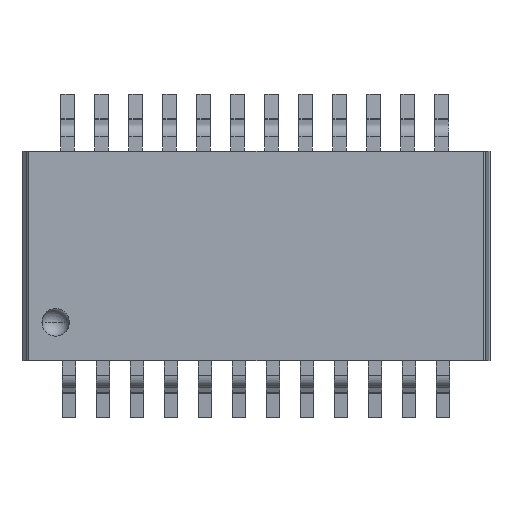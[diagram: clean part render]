
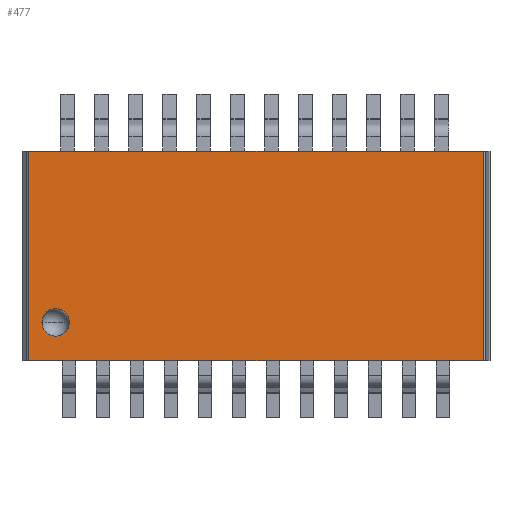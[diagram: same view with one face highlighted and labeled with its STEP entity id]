
A CAD part, top view. The second image highlights one B-rep face of the part: STEP entity #477.
In plain terms, the highlighted planar face has unit normal (0, 0, 1).
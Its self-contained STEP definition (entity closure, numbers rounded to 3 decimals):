
#477=ADVANCED_FACE('',(#1288,#1289),#1290,.T.);
#1288=FACE_BOUND('',#2479,.T.);
#1289=FACE_OUTER_BOUND('',#2480,.T.);
#1290=PLANE('',#2481);
#2479=EDGE_LOOP('',(#3632,#3633,#3634));
#2480=EDGE_LOOP('',(#3635,#3636,#3637,#3638));
#2481=AXIS2_PLACEMENT_3D('',#3639,#3640,#3641);
#3632=ORIENTED_EDGE('',*,*,#6796,.T.);
#3633=ORIENTED_EDGE('',*,*,#6793,.T.);
#3634=ORIENTED_EDGE('',*,*,#6797,.T.);
#3635=ORIENTED_EDGE('',*,*,#6844,.T.);
#3636=ORIENTED_EDGE('',*,*,#6845,.F.);
#3637=ORIENTED_EDGE('',*,*,#6846,.T.);
#3638=ORIENTED_EDGE('',*,*,#6841,.T.);
#3639=CARTESIAN_POINT('',(0.013,1.956,0.666));
#3640=DIRECTION('',(0.,0.,1.0));
#3641=DIRECTION('',(-1.0,0.,0.));
#6793=EDGE_CURVE('',#8085,#8082,#8086,.T.);
#6796=EDGE_CURVE('',#8089,#8085,#8090,.T.);
#6797=EDGE_CURVE('',#8082,#8089,#8091,.T.);
#6841=EDGE_CURVE('',#8158,#8156,#8159,.T.);
#6844=EDGE_CURVE('',#8156,#8162,#8163,.T.);
#6845=EDGE_CURVE('',#8164,#8162,#8165,.T.);
#6846=EDGE_CURVE('',#8164,#8158,#8166,.T.);
#8082=VERTEX_POINT('',#9980);
#8085=VERTEX_POINT('',#9983);
#8086=CIRCLE('',#9984,0.256);
#8089=VERTEX_POINT('',#9987);
#8090=CIRCLE('',#9988,0.256);
#8091=CIRCLE('',#9989,0.256);
#8156=VERTEX_POINT('',#10081);
#8158=VERTEX_POINT('',#10083);
#8159=LINE('',#10084,#10085);
#8162=VERTEX_POINT('',#10088);
#8163=LINE('',#10089,#10090);
#8164=VERTEX_POINT('',#10091);
#8165=LINE('',#10092,#10093);
#8166=LINE('',#10094,#10095);
#9980=CARTESIAN_POINT('',(-3.472,-1.242,0.666));
#9983=CARTESIAN_POINT('',(-3.985,-1.242,0.666));
#9984=AXIS2_PLACEMENT_3D('',#12586,#12587,#12588);
#9987=CARTESIAN_POINT('',(-3.729,-1.498,0.666));
#9988=AXIS2_PLACEMENT_3D('',#12592,#12593,#12594);
#9989=AXIS2_PLACEMENT_3D('',#12595,#12596,#12597);
#10081=CARTESIAN_POINT('',(-4.228,-1.956,0.666));
#10083=CARTESIAN_POINT('',(-4.228,1.956,0.666));
#10084=CARTESIAN_POINT('',(-4.228,1.956,0.666));
#10085=VECTOR('',#12640,1.0);
#10088=CARTESIAN_POINT('',(4.253,-1.956,0.666));
#10089=CARTESIAN_POINT('',(4.253,-1.956,0.666));
#10090=VECTOR('',#12644,1.0);
#10091=CARTESIAN_POINT('',(4.253,1.956,0.666));
#10092=CARTESIAN_POINT('',(4.253,1.956,0.666));
#10093=VECTOR('',#12645,1.0);
#10094=CARTESIAN_POINT('',(4.253,1.956,0.666));
#10095=VECTOR('',#12646,1.0);
#12586=CARTESIAN_POINT('',(-3.729,-1.242,0.666));
#12587=DIRECTION('',(0.,0.,-1.0));
#12588=DIRECTION('',(0.0,1.0,0.));
#12592=CARTESIAN_POINT('',(-3.729,-1.242,0.666));
#12593=DIRECTION('',(0.,0.,-1.0));
#12594=DIRECTION('',(0.0,1.0,0.));
#12595=CARTESIAN_POINT('',(-3.729,-1.242,0.666));
#12596=DIRECTION('',(0.,0.,-1.0));
#12597=DIRECTION('',(0.0,1.0,0.));
#12640=DIRECTION('',(0.0,-1.0,0.));
#12644=DIRECTION('',(1.0,0.,0.));
#12645=DIRECTION('',(0.0,-1.0,0.));
#12646=DIRECTION('',(-1.0,0.,0.));
